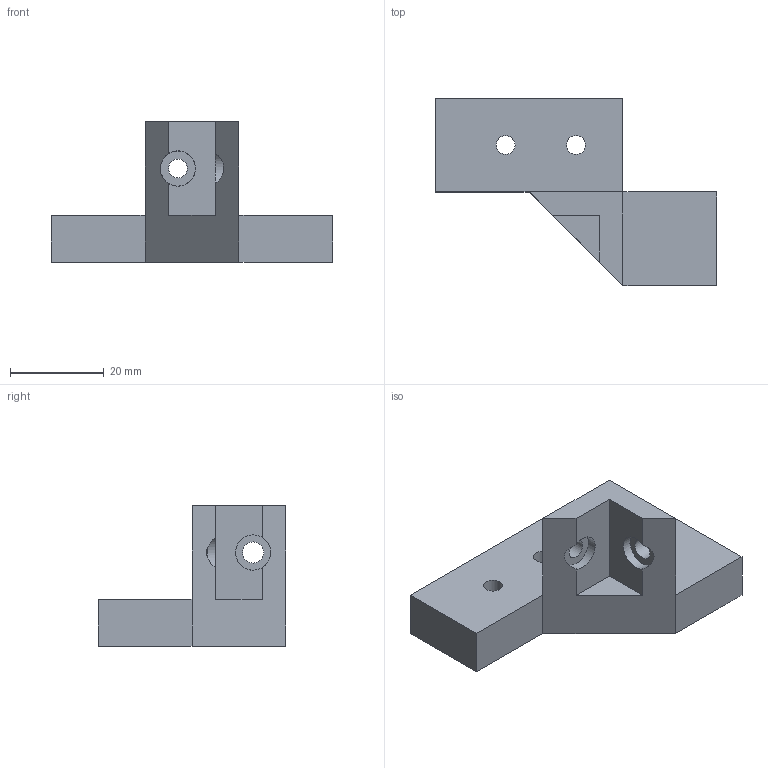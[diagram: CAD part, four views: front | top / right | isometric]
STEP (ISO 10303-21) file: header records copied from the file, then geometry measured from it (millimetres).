
FILE_DESCRIPTION( ( '' ), ' ' );
FILE_NAME( '575667a0e4b05ec3c9e5854f.step', '2016-06-07T06:20:16', ( '' ), ( '' ), ' ', ' ', ' ' );
FILE_SCHEMA( ( 'AUTOMOTIVE_DESIGN { 1 0 10303 214 1 1 1 1 }' ) );
Length unit declared in the file: metre
Products named in the file (1): LeftIdlerBlockSpacer
Bounding box: 60 x 40 x 30 mm (x, y, z)
Volume: 16494.9 mm3; surface area: 6461 mm2
Topology: 1 solids, 1 shells, 25 faces, 66 edges, 43 vertices
Faces by surface type: plane 19, cylinder 6
Full cylindrical faces by diameter (mm): 4.02 x3, 4.5 x1, 7.5 x2
Entity records: 936 total; most frequent: DIRECTION 122, CARTESIAN_POINT 121, ORIENTED_EDGE 112, EDGE_CURVE 56, LINE 42, VECTOR 42, AXIS2_PLACEMENT_3D 40, EDGE_LOOP 39
